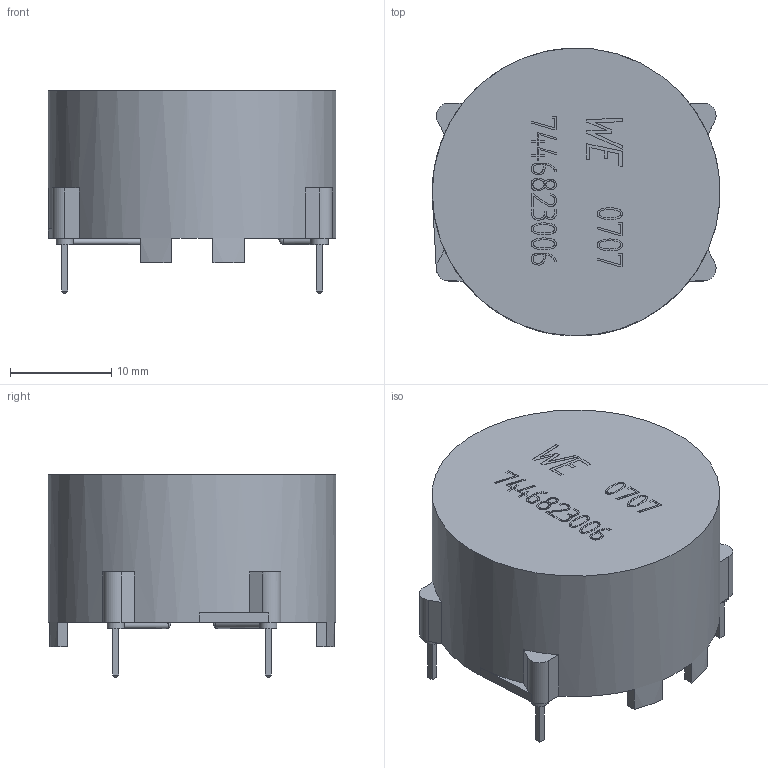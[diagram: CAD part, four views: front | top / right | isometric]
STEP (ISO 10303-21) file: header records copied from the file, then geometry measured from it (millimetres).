
FILE_DESCRIPTION(/* description */ ('Unknown','CAx-IF Rec.Pracs.---Representation and Presentation of Product Manufacturing Information (PMI)---4.0---2014-10-13','CAx-IF Rec.Pracs.---3D Tessellated Geometry---0.4---2014-09-14','2;1'),/* implementation_level */ '2;1');
FILE_NAME(/* name */ 'L_Wurth_WE-LF-TypeLH',/* time_stamp */ '2025-03-18T13:44:26+08:00',/* author */ ('Unknown'),/* organization */ ('Unknown'),/* preprocessor_version */ 'ST-DEVELOPER v16.7',/* originating_system */ 'Solid Edge',/* authorisation */ 'Unknown');
FILE_SCHEMA (('AP242_MANAGED_MODEL_BASED_3D_ENGINEERING_MIM_LF { 1 0 10303 442 1 1 4 }'));
Length unit declared in the file: metre
Products named in the file (2): L_Wurth_WE-LF-TypeLH
Assembly tree (1 placements, depth 2):
  L_Wurth_WE-LF-TypeLH
    L_Wurth_WE-LF-TypeLH
Bounding box: 28.46 x 28.47 x 20 mm (x, y, z)
Volume: 4646.6 mm3; surface area: 6390.6 mm2
Topology: 2 solids, 2 shells, 383 faces, 881 edges, 534 vertices
Faces by surface type: plane 190, cylinder 86, bspline 63, torus 44
Full cylindrical faces by diameter (mm): 0.6 x74, 1.7 x4, 10 x1, 20 x1, 26.7 x1, 28.5 x1
Entity records: 20114 total; most frequent: CARTESIAN_POINT 9727, DIRECTION 1485, ORIENTED_EDGE 1414, EDGE_CURVE 707, EDGE_LOOP 589, FACE_BOUND 589, VERTEX_POINT 528, AXIS2_PLACEMENT_3D 520
